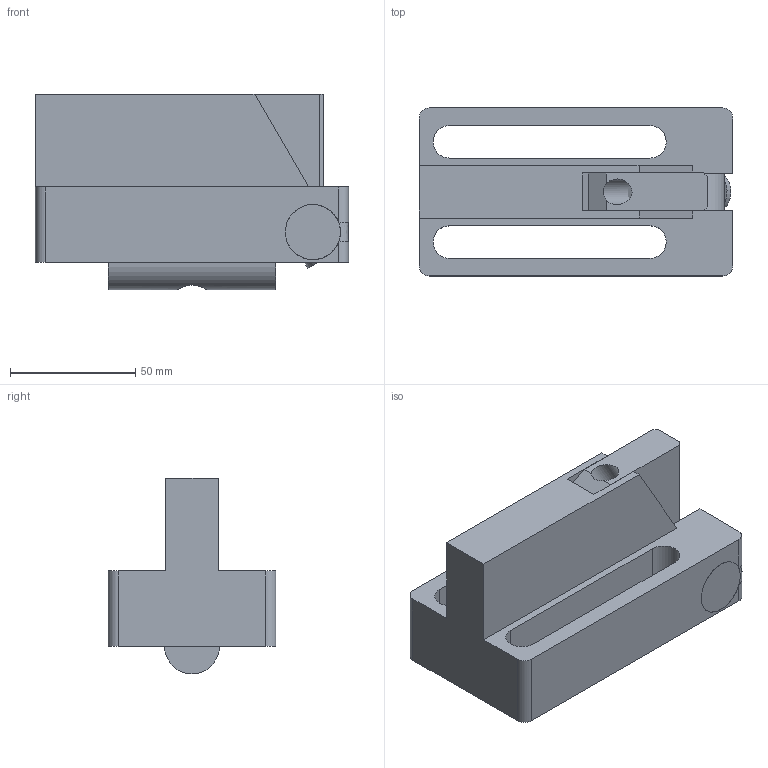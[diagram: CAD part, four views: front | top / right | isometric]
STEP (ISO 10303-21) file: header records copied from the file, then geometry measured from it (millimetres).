
FILE_DESCRIPTION( ( 'Unknown' ), '1' );
FILE_NAME( 'CP33-1240.stp', 'Unknown', ( 'Unknown' ), ( 'Unknown' ), 'XStep 1.0', 'Unknown', ' ' );
FILE_SCHEMA( ( 'CONFIG_CONTROL_DESIGN' ) );
Length unit declared in the file: millimetre
Products named in the file (5): Assem1; 1; 2; 3; 4
Bounding box: 125 x 67 x 78 mm (x, y, z)
Volume: 522388.9 mm3; surface area: 128581.1 mm2
Topology: 8 solids, 8 shells, 110 faces, 284 edges, 186 vertices
Faces by surface type: plane 70, cylinder 34, bspline 4, cone 2
Full cylindrical faces by diameter (mm): 10.2 x2, 12 x4, 18 x2, 22 x6
Entity records: 2101 total; most frequent: CARTESIAN_POINT 539, DIRECTION 279, ORIENTED_EDGE 262, EDGE_CURVE 131, AXIS2_PLACEMENT_3D 94, LINE 91, VECTOR 91, VERTEX_POINT 90
